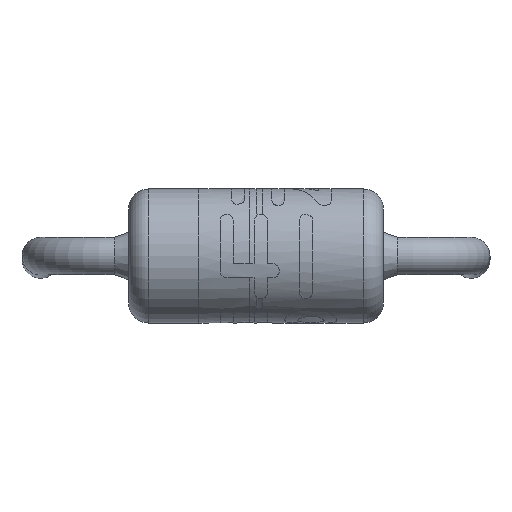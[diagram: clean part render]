
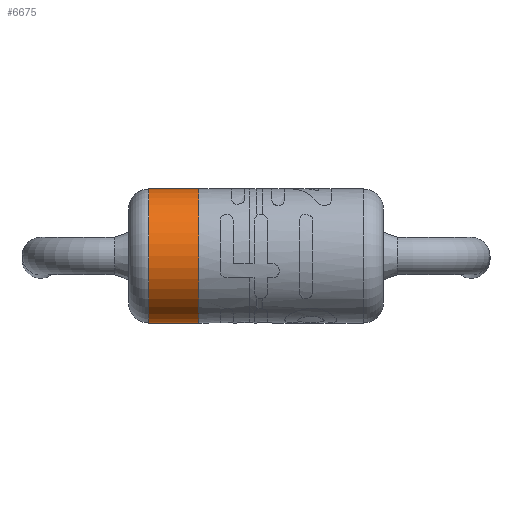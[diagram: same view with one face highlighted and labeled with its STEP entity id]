
A CAD part, top view. The second image highlights one B-rep face of the part: STEP entity #6675.
In plain terms, the highlighted cylindrical face has radius 1 mm (diameter 2 mm), a full revolution.
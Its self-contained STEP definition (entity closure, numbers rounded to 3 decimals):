
#3566 = CYLINDRICAL_SURFACE('',#3567,1.);
#3567 = AXIS2_PLACEMENT_3D('',#3568,#3569,#3570);
#3568 = CARTESIAN_POINT('',(-1.9,0.,0.));
#3569 = DIRECTION('',(-1.,0.,0.));
#3570 = DIRECTION('',(0.,1.,0.));
#6106 = EDGE_CURVE('',#6107,#6107,#6109,.T.);
#6107 = VERTEX_POINT('',#6108);
#6108 = CARTESIAN_POINT('',(-0.85,1.,0.));
#6109 = SURFACE_CURVE('',#6110,(#6115,#6122),.PCURVE_S1.);
#6110 = CIRCLE('',#6111,1.);
#6111 = AXIS2_PLACEMENT_3D('',#6112,#6113,#6114);
#6112 = CARTESIAN_POINT('',(-0.85,0.,0.));
#6113 = DIRECTION('',(1.,0.,0.));
#6114 = DIRECTION('',(0.,1.,0.));
#6115 = PCURVE('',#3566,#6116);
#6116 = DEFINITIONAL_REPRESENTATION('',(#6117),#6121);
#6117 = LINE('',#6118,#6119);
#6118 = CARTESIAN_POINT('',(6.283,-1.05));
#6119 = VECTOR('',#6120,1.);
#6120 = DIRECTION('',(-1.,0.));
#6121 = ( GEOMETRIC_REPRESENTATION_CONTEXT(2) 
PARAMETRIC_REPRESENTATION_CONTEXT() REPRESENTATION_CONTEXT('2D SPACE',''
  ) );
#6122 = PCURVE('',#6123,#6128);
#6123 = CYLINDRICAL_SURFACE('',#6124,1.);
#6124 = AXIS2_PLACEMENT_3D('',#6125,#6126,#6127);
#6125 = CARTESIAN_POINT('',(-1.9,0.,0.));
#6126 = DIRECTION('',(-1.,0.,0.));
#6127 = DIRECTION('',(0.,1.,0.));
#6128 = DEFINITIONAL_REPRESENTATION('',(#6129),#6133);
#6129 = LINE('',#6130,#6131);
#6130 = CARTESIAN_POINT('',(6.283,-1.05));
#6131 = VECTOR('',#6132,1.);
#6132 = DIRECTION('',(-1.,0.));
#6133 = ( GEOMETRIC_REPRESENTATION_CONTEXT(2) 
PARAMETRIC_REPRESENTATION_CONTEXT() REPRESENTATION_CONTEXT('2D SPACE',''
  ) );
#6675 = ADVANCED_FACE('',(#6676),#6123,.T.);
#6676 = FACE_BOUND('',#6677,.T.);
#6677 = EDGE_LOOP('',(#6678,#6707,#6726,#6727));
#6678 = ORIENTED_EDGE('',*,*,#6679,.T.);
#6679 = EDGE_CURVE('',#6680,#6680,#6682,.T.);
#6680 = VERTEX_POINT('',#6681);
#6681 = CARTESIAN_POINT('',(-1.6,1.,0.));
#6682 = SURFACE_CURVE('',#6683,(#6688,#6695),.PCURVE_S1.);
#6683 = CIRCLE('',#6684,1.);
#6684 = AXIS2_PLACEMENT_3D('',#6685,#6686,#6687);
#6685 = CARTESIAN_POINT('',(-1.6,0.,0.));
#6686 = DIRECTION('',(1.,0.,0.));
#6687 = DIRECTION('',(0.,1.,0.));
#6688 = PCURVE('',#6123,#6689);
#6689 = DEFINITIONAL_REPRESENTATION('',(#6690),#6694);
#6690 = LINE('',#6691,#6692);
#6691 = CARTESIAN_POINT('',(6.283,-0.3));
#6692 = VECTOR('',#6693,1.);
#6693 = DIRECTION('',(-1.,0.));
#6694 = ( GEOMETRIC_REPRESENTATION_CONTEXT(2) 
PARAMETRIC_REPRESENTATION_CONTEXT() REPRESENTATION_CONTEXT('2D SPACE',''
  ) );
#6695 = PCURVE('',#6696,#6701);
#6696 = TOROIDAL_SURFACE('',#6697,0.7,0.3);
#6697 = AXIS2_PLACEMENT_3D('',#6698,#6699,#6700);
#6698 = CARTESIAN_POINT('',(-1.6,0.,0.));
#6699 = DIRECTION('',(-1.,0.,0.));
#6700 = DIRECTION('',(0.,1.,0.));
#6701 = DEFINITIONAL_REPRESENTATION('',(#6702),#6706);
#6702 = LINE('',#6703,#6704);
#6703 = CARTESIAN_POINT('',(6.283,0.));
#6704 = VECTOR('',#6705,1.);
#6705 = DIRECTION('',(-1.,0.));
#6706 = ( GEOMETRIC_REPRESENTATION_CONTEXT(2) 
PARAMETRIC_REPRESENTATION_CONTEXT() REPRESENTATION_CONTEXT('2D SPACE',''
  ) );
#6707 = ORIENTED_EDGE('',*,*,#6708,.F.);
#6708 = EDGE_CURVE('',#6107,#6680,#6709,.T.);
#6709 = SEAM_CURVE('',#6710,(#6714,#6720),.PCURVE_S1.);
#6710 = LINE('',#6711,#6712);
#6711 = CARTESIAN_POINT('',(-0.85,1.,0.));
#6712 = VECTOR('',#6713,1.);
#6713 = DIRECTION('',(-1.,0.,0.));
#6714 = PCURVE('',#6123,#6715);
#6715 = DEFINITIONAL_REPRESENTATION('',(#6716),#6719);
#6716 = B_SPLINE_CURVE_WITH_KNOTS('',1,(#6717,#6718),.UNSPECIFIED.,.F.,
  .F.,(2,2),(0.,0.75),.PIECEWISE_BEZIER_KNOTS.);
#6717 = CARTESIAN_POINT('',(0.,-1.05));
#6718 = CARTESIAN_POINT('',(0.,-0.3));
#6719 = ( GEOMETRIC_REPRESENTATION_CONTEXT(2) 
PARAMETRIC_REPRESENTATION_CONTEXT() REPRESENTATION_CONTEXT('2D SPACE',''
  ) );
#6720 = PCURVE('',#6123,#6721);
#6721 = DEFINITIONAL_REPRESENTATION('',(#6722),#6725);
#6722 = B_SPLINE_CURVE_WITH_KNOTS('',1,(#6723,#6724),.UNSPECIFIED.,.F.,
  .F.,(2,2),(0.,0.75),.PIECEWISE_BEZIER_KNOTS.);
#6723 = CARTESIAN_POINT('',(6.283,-1.05));
#6724 = CARTESIAN_POINT('',(6.283,-0.3));
#6725 = ( GEOMETRIC_REPRESENTATION_CONTEXT(2) 
PARAMETRIC_REPRESENTATION_CONTEXT() REPRESENTATION_CONTEXT('2D SPACE',''
  ) );
#6726 = ORIENTED_EDGE('',*,*,#6106,.F.);
#6727 = ORIENTED_EDGE('',*,*,#6708,.T.);
